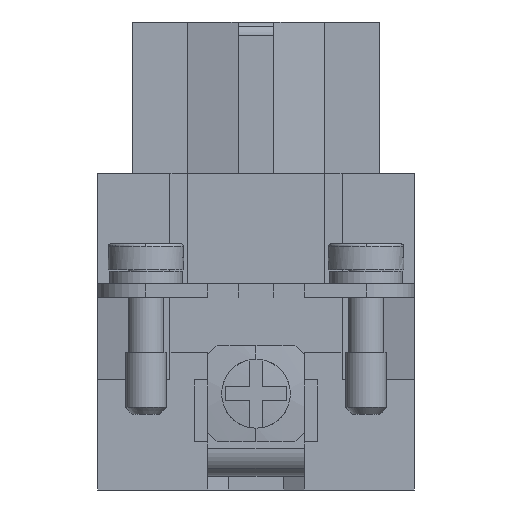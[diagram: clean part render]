
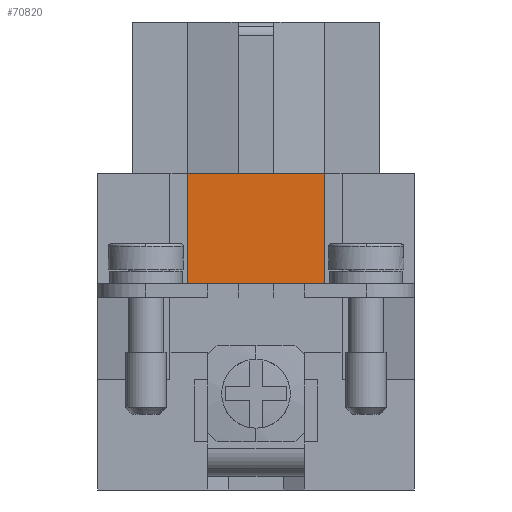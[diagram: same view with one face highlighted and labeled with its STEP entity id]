
A CAD part, left-side view. The second image highlights one B-rep face of the part: STEP entity #70820.
In plain terms, the highlighted planar face has unit normal (-1, 0, 0).
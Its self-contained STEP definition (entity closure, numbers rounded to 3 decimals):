
#19596=CARTESIAN_POINT('',(-36.0,5.0,0.0));
#19597=VERTEX_POINT('',#19596);
#19604=CARTESIAN_POINT('',(-36.0,-5.0,0.0));
#19605=VERTEX_POINT('',#19604);
#19606=CARTESIAN_POINT('',(-36.0,-5.0,0.0));
#19607=DIRECTION('',(0.0,1.0,0.0));
#19608=VECTOR('',#19607,10.0);
#19609=LINE('',#19606,#19608);
#19610=EDGE_CURVE('',#19605,#19597,#19609,.T.);
#56925=CARTESIAN_POINT('',(-36.0,-5.0,-8.0));
#56926=VERTEX_POINT('',#56925);
#56933=CARTESIAN_POINT('',(-36.0,5.0,-8.0));
#56934=VERTEX_POINT('',#56933);
#56935=CARTESIAN_POINT('',(-36.0,5.0,-8.0));
#56936=DIRECTION('',(0.0,-1.0,0.0));
#56937=VECTOR('',#56936,10.0);
#56938=LINE('',#56935,#56937);
#56939=EDGE_CURVE('',#56934,#56926,#56938,.T.);
#70793=CARTESIAN_POINT('',(-36.0,5.0,0.0));
#70794=DIRECTION('',(0.0,0.0,-1.0));
#70795=VECTOR('',#70794,8.0);
#70796=LINE('',#70793,#70795);
#70797=EDGE_CURVE('',#19597,#56934,#70796,.T.);
#70804=CARTESIAN_POINT('',(-36.0,5.0,0.0));
#70805=DIRECTION('',(-1.0,0.0,0.0));
#70806=DIRECTION('',(0.0,0.0,1.0));
#70807=AXIS2_PLACEMENT_3D('',#70804,#70805,#70806);
#70808=PLANE('',#70807);
#70809=ORIENTED_EDGE('',*,*,#56939,.T.);
#70810=CARTESIAN_POINT('',(-36.0,-5.0,0.0));
#70811=DIRECTION('',(0.0,0.0,-1.0));
#70812=VECTOR('',#70811,8.0);
#70813=LINE('',#70810,#70812);
#70814=EDGE_CURVE('',#19605,#56926,#70813,.T.);
#70815=ORIENTED_EDGE('',*,*,#70814,.F.);
#70816=ORIENTED_EDGE('',*,*,#19610,.T.);
#70817=ORIENTED_EDGE('',*,*,#70797,.T.);
#70818=EDGE_LOOP('',(#70809,#70815,#70816,#70817));
#70819=FACE_OUTER_BOUND('',#70818,.T.);
#70820=ADVANCED_FACE('',(#70819),#70808,.T.);
